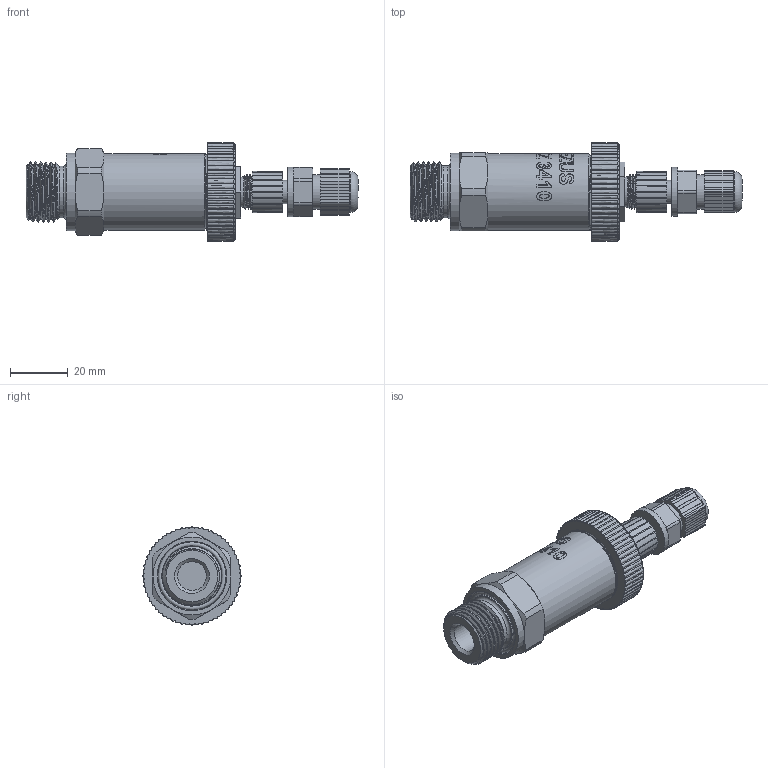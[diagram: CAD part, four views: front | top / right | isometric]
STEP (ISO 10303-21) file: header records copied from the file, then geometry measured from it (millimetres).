
FILE_DESCRIPTION(/* description */ (''),/* implementation_level */ '2;1');
FILE_NAME(/* name */ 'APZ3410_13_M12x1-straight.step',/* time_stamp */ '2021-06-17T12:47:54+03:00',/* author */ (''),/* organization */ (''),/* preprocessor_version */ 'ST-DEVELOPER v18.1',/* originating_system */ 'Autodesk Translation Framework v10.9.0.1377',/* authorisation */ '');
FILE_SCHEMA (('AUTOMOTIVE_DESIGN { 1 0 10303 214 3 1 1 }'));
Products named in the file (7): APZ3410_x_y; OMAL nut M27x1.5 v8; M12x1 male v16; Ш100.000.002 v4; M12x1 female straight v9; Shell; G 1/2 DIN OPEN PORT PVC PVDF
Assembly tree (6 placements, depth 2):
  APZ3410_x_y
    OMAL nut M27x1.5 v8
    M12x1 male v16
    Ш100.000.002 v4
    M12x1 female straight v9
    Shell
    G 1/2 DIN OPEN PORT PVC PVDF
Bounding box: 115.01 x 34 x 34 mm (x, y, z)
Volume: 46578.7 mm3; surface area: 26912.8 mm2
Topology: 18 solids, 18 shells, 979 faces, 2707 edges, 1806 vertices
Faces by surface type: bspline 461, plane 271, cylinder 177, cone 55, torus 15
Full cylindrical faces by diameter (mm): 1 x12, 1.5 x4, 7.3 x1, 8 x3, 8.2 x1, 10 x1, 10.293 x1, 10.6 x2, 10.741 x6, 11.884 x5, 12 x1, 14 x2, 14.137 x4, 14.526 x3, 15.85 x3, 16.203 x3, 17 x1, 18 x1, 18.631 x5, 20.5 x1, 21.4 x2, 22.3 x1, 22.4 x2, 23.7 x1, 24.035 x6, 24.5 x1, 24.884 x4, 25.132 x4, 25.157 x6, 25.2 x2
Entity records: 61203 total; most frequent: CARTESIAN_POINT 39733, ORIENTED_EDGE 5414, DIRECTION 2788, EDGE_CURVE 2707, VERTEX_POINT 1806, B_SPLINE_CURVE_WITH_KNOTS 1268, EDGE_LOOP 1041, LINE 984
